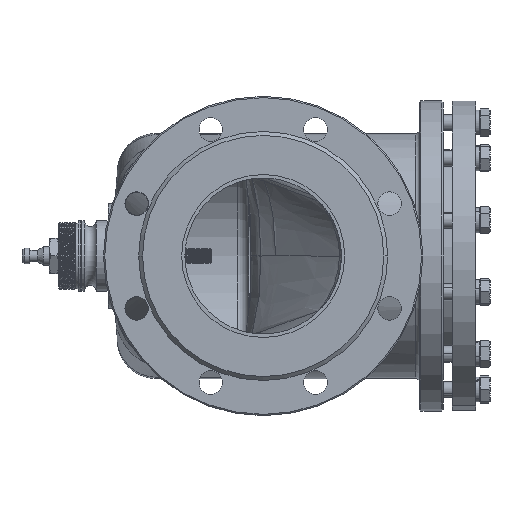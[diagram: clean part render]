
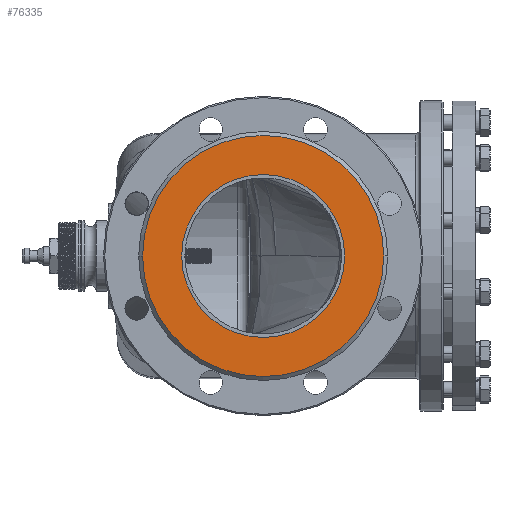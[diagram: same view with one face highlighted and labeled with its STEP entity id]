
A CAD part, left-side view. The second image highlights one B-rep face of the part: STEP entity #76335.
In plain terms, the highlighted planar face has unit normal (1, 0, 0).
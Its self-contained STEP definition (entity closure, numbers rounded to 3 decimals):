
#35769=CARTESIAN_POINT('',(-170.717,-27.692,400.));
#35770=DIRECTION('',(1.,0.,0.));
#35771=DIRECTION('',(0.,1.,0.));
#35772=AXIS2_PLACEMENT_3D('',#35769,#35770,#35771);
#35774=CARTESIAN_POINT('',(-170.717,-27.692,400.));
#35775=DIRECTION('',(1.,0.,0.));
#35776=DIRECTION('',(0.,0.,-1.));
#35777=AXIS2_PLACEMENT_3D('',#35774,#35775,#35776);
#35779=CARTESIAN_POINT('',(-170.717,-27.692,400.));
#35780=DIRECTION('',(1.,0.,0.));
#35781=DIRECTION('',(0.,-1.,0.));
#35782=AXIS2_PLACEMENT_3D('',#35779,#35780,#35781);
#35784=CARTESIAN_POINT('',(-170.717,-27.692,400.));
#35785=DIRECTION('',(1.,0.,0.));
#35786=DIRECTION('',(0.,0.,1.));
#35787=AXIS2_PLACEMENT_3D('',#35784,#35785,#35786);
#35789=CARTESIAN_POINT('',(-170.717,-27.692,400.));
#35790=DIRECTION('',(-1.,0.,0.));
#35791=DIRECTION('',(0.,0.,1.));
#35792=AXIS2_PLACEMENT_3D('',#35789,#35790,#35791);
#35794=CARTESIAN_POINT('',(-170.717,-27.692,400.));
#35795=DIRECTION('',(-1.,0.,0.));
#35796=DIRECTION('',(0.,0.,-1.));
#35797=AXIS2_PLACEMENT_3D('',#35794,#35795,#35796);
#43549=CARTESIAN_POINT('',(-170.717,64.808,400.));
#43550=CARTESIAN_POINT('',(-170.717,-27.692,492.5));
#43551=VERTEX_POINT('',#43549);
#43552=VERTEX_POINT('',#43550);
#43835=CARTESIAN_POINT('',(-170.717,-27.692,337.5));
#43837=VERTEX_POINT('',#43835);
#43859=CARTESIAN_POINT('',(-170.717,-27.692,462.5));
#43861=VERTEX_POINT('',#43859);
#43887=CARTESIAN_POINT('',(-170.717,-27.692,307.5));
#43888=VERTEX_POINT('',#43887);
#44129=CARTESIAN_POINT('',(-170.717,-120.192,400.));
#44130=VERTEX_POINT('',#44129);
#76317=CARTESIAN_POINT('',(-170.717,-27.692,400.));
#76318=DIRECTION('',(-1.,0.,0.));
#76319=DIRECTION('',(0.,0.,1.));
#76320=AXIS2_PLACEMENT_3D('',#76317,#76318,#76319);
#76321=PLANE('',#76320);
#76322=ORIENTED_EDGE('',*,*,#49118,.F.);
#76324=ORIENTED_EDGE('',*,*,#76323,.F.);
#76326=ORIENTED_EDGE('',*,*,#76325,.F.);
#76327=ORIENTED_EDGE('',*,*,#49120,.F.);
#76328=EDGE_LOOP('',(#76322,#76324,#76326,#76327));
#76329=FACE_OUTER_BOUND('',#76328,.F.);
#76331=ORIENTED_EDGE('',*,*,#76330,.F.);
#76332=ORIENTED_EDGE('',*,*,#48113,.F.);
#76333=EDGE_LOOP('',(#76331,#76332));
#76334=FACE_BOUND('',#76333,.F.);
#76335=ADVANCED_FACE('',(#76329,#76334),#76321,.F.);
#35773=CIRCLE('',#35772,92.5);
#35778=CIRCLE('',#35777,92.5);
#35783=CIRCLE('',#35782,92.5);
#35788=CIRCLE('',#35787,92.5);
#35793=CIRCLE('',#35792,62.5);
#35798=CIRCLE('',#35797,62.5);
#48113=EDGE_CURVE('',#43837,#43861,#35798,.T.);
#49118=EDGE_CURVE('',#43551,#43552,#35773,.T.);
#49120=EDGE_CURVE('',#43552,#44130,#35788,.T.);
#76323=EDGE_CURVE('',#43888,#43551,#35778,.T.);
#76325=EDGE_CURVE('',#44130,#43888,#35783,.T.);
#76330=EDGE_CURVE('',#43861,#43837,#35793,.T.);
